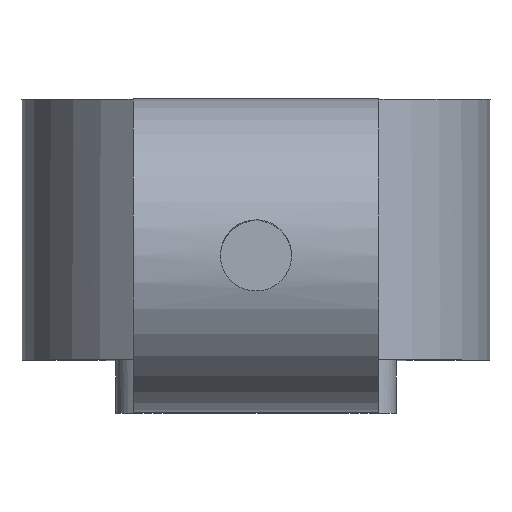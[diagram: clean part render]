
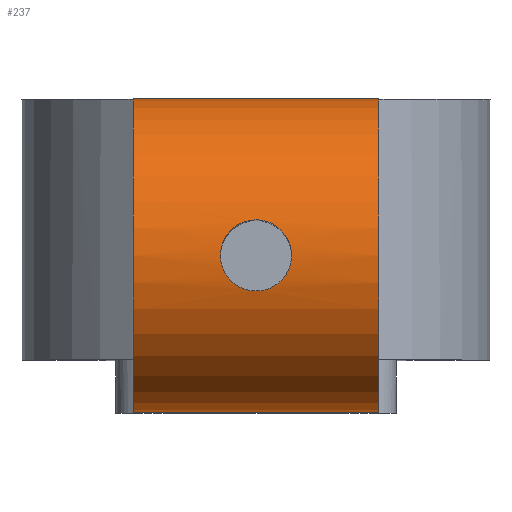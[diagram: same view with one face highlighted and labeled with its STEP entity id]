
A CAD part, top view. The second image highlights one B-rep face of the part: STEP entity #237.
In plain terms, the highlighted cylindrical face has radius 26.5 mm (diameter 53 mm), a partial arc.
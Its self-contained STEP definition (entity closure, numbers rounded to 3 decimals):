
#15=FACE_BOUND('',#48,.T.);
#33=FACE_OUTER_BOUND('',#47,.T.);
#47=EDGE_LOOP('',(#194,#195,#196,#197));
#48=EDGE_LOOP('',(#198,#199));
#53=B_SPLINE_CURVE_WITH_KNOTS('',3,(#377,#378,#379,#380,#381,#382,#383,
#384,#385,#386,#387,#388,#389,#390,#391,#392,#393,#394,#395,#396,#397,#398,
#399,#400,#401,#402,#403,#404,#405,#406,#407,#408,#409,#410,#411,#412,#413,
#414,#415,#416,#417,#418,#419,#420,#421,#422,#423,#424,#425,#426,#427,#428,
#429,#430,#431,#432,#433,#434,#435,#436,#437),.UNSPECIFIED.,.F.,.F.,(4,
3,3,3,3,3,3,3,3,3,3,3,3,3,3,3,3,3,3,3,4),(0.907,1.099,
1.263,1.355,1.432,1.626,1.78,
1.869,2.06,2.184,2.264,2.341,
2.534,2.708,2.776,2.966,3.085,
3.173,3.247,3.439,3.63),
 .UNSPECIFIED.);
#54=B_SPLINE_CURVE_WITH_KNOTS('',3,(#438,#439,#440,#441,#442,#443,#444,
#445,#446,#447,#448,#449,#450,#451,#452,#453,#454,#455,#456),
 .UNSPECIFIED.,.F.,.F.,(4,3,3,3,3,3,4),(0.,0.189,0.382,
0.459,0.653,0.843,0.907),
 .UNSPECIFIED.);
#63=LINE('',#498,#78);
#65=LINE('',#504,#80);
#78=VECTOR('',#346,10.);
#80=VECTOR('',#352,10.);
#98=CIRCLE('',#285,26.5);
#99=CIRCLE('',#286,26.5);
#103=VERTEX_POINT('',#374);
#104=VERTEX_POINT('',#376);
#117=VERTEX_POINT('',#495);
#118=VERTEX_POINT('',#497);
#119=VERTEX_POINT('',#501);
#120=VERTEX_POINT('',#503);
#125=EDGE_CURVE('',#103,#104,#53,.T.);
#126=EDGE_CURVE('',#104,#103,#54,.T.);
#146=EDGE_CURVE('',#118,#117,#63,.T.);
#148=EDGE_CURVE('',#119,#117,#98,.T.);
#149=EDGE_CURVE('',#119,#120,#65,.T.);
#150=EDGE_CURVE('',#118,#120,#99,.T.);
#194=ORIENTED_EDGE('',*,*,#148,.F.);
#195=ORIENTED_EDGE('',*,*,#149,.T.);
#196=ORIENTED_EDGE('',*,*,#150,.F.);
#197=ORIENTED_EDGE('',*,*,#146,.T.);
#198=ORIENTED_EDGE('',*,*,#126,.F.);
#199=ORIENTED_EDGE('',*,*,#125,.F.);
#226=CYLINDRICAL_SURFACE('',#284,26.5);
#237=ADVANCED_FACE('',(#33,#15),#226,.T.);
#284=AXIS2_PLACEMENT_3D('',#500,#348,#349);
#285=AXIS2_PLACEMENT_3D('',#502,#350,#351);
#286=AXIS2_PLACEMENT_3D('',#505,#353,#354);
#346=DIRECTION('',(1.,0.,0.));
#348=DIRECTION('center_axis',(-1.,0.,0.));
#349=DIRECTION('ref_axis',(0.,-1.,0.));
#350=DIRECTION('center_axis',(1.,0.,0.));
#351=DIRECTION('ref_axis',(0.,-1.,0.));
#352=DIRECTION('',(-1.,0.,0.));
#353=DIRECTION('center_axis',(-1.,0.,0.));
#354=DIRECTION('ref_axis',(0.,-1.,0.));
#374=CARTESIAN_POINT('',(14.75,0.,26.5));
#376=CARTESIAN_POINT('',(20.75,6.,25.812));
#377=CARTESIAN_POINT('Ctrl Pts',(14.75,0.,26.5));
#378=CARTESIAN_POINT('Ctrl Pts',(14.75,-0.64,26.5));
#379=CARTESIAN_POINT('Ctrl Pts',(14.857,-1.315,26.475));
#380=CARTESIAN_POINT('Ctrl Pts',(15.077,-1.955,26.428));
#381=CARTESIAN_POINT('Ctrl Pts',(15.266,-2.501,26.387));
#382=CARTESIAN_POINT('Ctrl Pts',(15.536,-3.022,26.331));
#383=CARTESIAN_POINT('Ctrl Pts',(15.865,-3.484,26.27));
#384=CARTESIAN_POINT('Ctrl Pts',(16.049,-3.741,26.236));
#385=CARTESIAN_POINT('Ctrl Pts',(16.25,-3.98,26.2));
#386=CARTESIAN_POINT('Ctrl Pts',(16.462,-4.197,26.166));
#387=CARTESIAN_POINT('Ctrl Pts',(16.642,-4.381,26.136));
#388=CARTESIAN_POINT('Ctrl Pts',(16.835,-4.555,26.106));
#389=CARTESIAN_POINT('Ctrl Pts',(17.043,-4.718,26.077));
#390=CARTESIAN_POINT('Ctrl Pts',(17.566,-5.128,26.002));
#391=CARTESIAN_POINT('Ctrl Pts',(18.177,-5.463,25.932));
#392=CARTESIAN_POINT('Ctrl Pts',(18.823,-5.682,25.884));
#393=CARTESIAN_POINT('Ctrl Pts',(19.338,-5.857,25.845));
#394=CARTESIAN_POINT('Ctrl Pts',(19.875,-5.959,25.821));
#395=CARTESIAN_POINT('Ctrl Pts',(20.398,-5.99,25.814));
#396=CARTESIAN_POINT('Ctrl Pts',(20.698,-6.007,25.81));
#397=CARTESIAN_POINT('Ctrl Pts',(20.992,-6.003,25.811));
#398=CARTESIAN_POINT('Ctrl Pts',(21.294,-5.975,25.818));
#399=CARTESIAN_POINT('Ctrl Pts',(21.945,-5.916,25.831));
#400=CARTESIAN_POINT('Ctrl Pts',(22.609,-5.744,25.871));
#401=CARTESIAN_POINT('Ctrl Pts',(23.222,-5.467,25.93));
#402=CARTESIAN_POINT('Ctrl Pts',(23.623,-5.286,25.968));
#403=CARTESIAN_POINT('Ctrl Pts',(24.003,-5.06,26.014));
#404=CARTESIAN_POINT('Ctrl Pts',(24.348,-4.802,26.061));
#405=CARTESIAN_POINT('Ctrl Pts',(24.566,-4.638,26.091));
#406=CARTESIAN_POINT('Ctrl Pts',(24.77,-4.462,26.122));
#407=CARTESIAN_POINT('Ctrl Pts',(24.957,-4.278,26.152));
#408=CARTESIAN_POINT('Ctrl Pts',(25.141,-4.097,26.182));
#409=CARTESIAN_POINT('Ctrl Pts',(25.316,-3.902,26.212));
#410=CARTESIAN_POINT('Ctrl Pts',(25.48,-3.692,26.242));
#411=CARTESIAN_POINT('Ctrl Pts',(25.886,-3.172,26.315));
#412=CARTESIAN_POINT('Ctrl Pts',(26.217,-2.564,26.384));
#413=CARTESIAN_POINT('Ctrl Pts',(26.434,-1.921,26.43));
#414=CARTESIAN_POINT('Ctrl Pts',(26.631,-1.338,26.473));
#415=CARTESIAN_POINT('Ctrl Pts',(26.735,-0.727,26.496));
#416=CARTESIAN_POINT('Ctrl Pts',(26.748,-0.141,26.5));
#417=CARTESIAN_POINT('Ctrl Pts',(26.754,0.085,26.501));
#418=CARTESIAN_POINT('Ctrl Pts',(26.746,0.31,26.499));
#419=CARTESIAN_POINT('Ctrl Pts',(26.726,0.54,26.494));
#420=CARTESIAN_POINT('Ctrl Pts',(26.667,1.19,26.481));
#421=CARTESIAN_POINT('Ctrl Pts',(26.496,1.854,26.442));
#422=CARTESIAN_POINT('Ctrl Pts',(26.22,2.466,26.385));
#423=CARTESIAN_POINT('Ctrl Pts',(26.047,2.849,26.349));
#424=CARTESIAN_POINT('Ctrl Pts',(25.834,3.212,26.307));
#425=CARTESIAN_POINT('Ctrl Pts',(25.592,3.544,26.262));
#426=CARTESIAN_POINT('Ctrl Pts',(25.412,3.789,26.229));
#427=CARTESIAN_POINT('Ctrl Pts',(25.216,4.017,26.195));
#428=CARTESIAN_POINT('Ctrl Pts',(25.011,4.224,26.161));
#429=CARTESIAN_POINT('Ctrl Pts',(24.84,4.397,26.133));
#430=CARTESIAN_POINT('Ctrl Pts',(24.656,4.562,26.105));
#431=CARTESIAN_POINT('Ctrl Pts',(24.459,4.717,26.077));
#432=CARTESIAN_POINT('Ctrl Pts',(23.941,5.124,26.003));
#433=CARTESIAN_POINT('Ctrl Pts',(23.335,5.457,25.933));
#434=CARTESIAN_POINT('Ctrl Pts',(22.695,5.676,25.885));
#435=CARTESIAN_POINT('Ctrl Pts',(22.058,5.894,25.837));
#436=CARTESIAN_POINT('Ctrl Pts',(21.387,6.,25.812));
#437=CARTESIAN_POINT('Ctrl Pts',(20.75,6.,25.812));
#438=CARTESIAN_POINT('Ctrl Pts',(20.75,6.,25.812));
#439=CARTESIAN_POINT('Ctrl Pts',(20.12,6.,25.812));
#440=CARTESIAN_POINT('Ctrl Pts',(19.455,5.896,25.837));
#441=CARTESIAN_POINT('Ctrl Pts',(18.824,5.682,25.884));
#442=CARTESIAN_POINT('Ctrl Pts',(18.181,5.465,25.931));
#443=CARTESIAN_POINT('Ctrl Pts',(17.573,5.133,26.001));
#444=CARTESIAN_POINT('Ctrl Pts',(17.053,4.726,26.075));
#445=CARTESIAN_POINT('Ctrl Pts',(16.843,4.562,26.105));
#446=CARTESIAN_POINT('Ctrl Pts',(16.649,4.387,26.135));
#447=CARTESIAN_POINT('Ctrl Pts',(16.468,4.203,26.165));
#448=CARTESIAN_POINT('Ctrl Pts',(16.019,3.745,26.238));
#449=CARTESIAN_POINT('Ctrl Pts',(15.62,3.186,26.315));
#450=CARTESIAN_POINT('Ctrl Pts',(15.329,2.571,26.375));
#451=CARTESIAN_POINT('Ctrl Pts',(15.041,1.964,26.434));
#452=CARTESIAN_POINT('Ctrl Pts',(14.857,1.303,26.476));
#453=CARTESIAN_POINT('Ctrl Pts',(14.786,0.652,26.492));
#454=CARTESIAN_POINT('Ctrl Pts',(14.762,0.433,26.497));
#455=CARTESIAN_POINT('Ctrl Pts',(14.75,0.214,26.5));
#456=CARTESIAN_POINT('Ctrl Pts',(14.75,0.,26.5));
#495=CARTESIAN_POINT('',(41.5,-26.5,0.));
#497=CARTESIAN_POINT('',(0.,-26.5,0.));
#498=CARTESIAN_POINT('',(0.,-26.5,0.));
#500=CARTESIAN_POINT('Origin',(0.,0.,0.));
#501=CARTESIAN_POINT('',(41.5,26.5,0.));
#502=CARTESIAN_POINT('Origin',(41.5,0.,0.));
#503=CARTESIAN_POINT('',(0.,26.5,0.));
#504=CARTESIAN_POINT('',(0.,26.5,0.));
#505=CARTESIAN_POINT('Origin',(0.,0.,0.));
